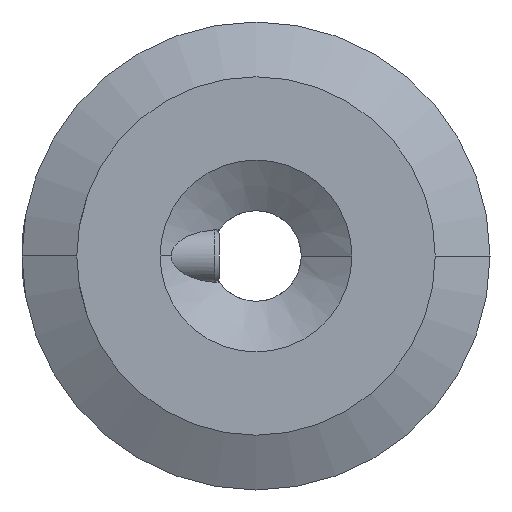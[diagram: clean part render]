
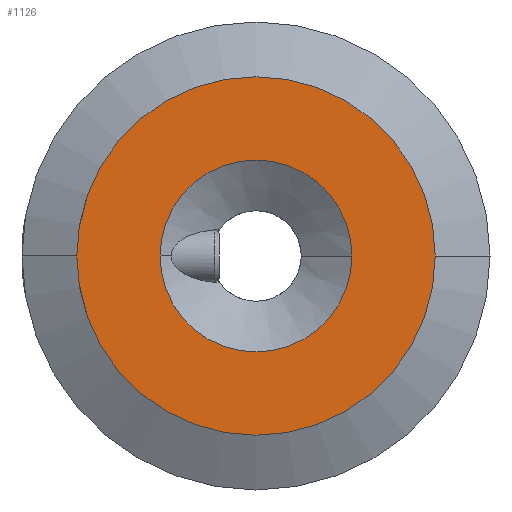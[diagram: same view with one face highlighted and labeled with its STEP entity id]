
A CAD part, left-side view. The second image highlights one B-rep face of the part: STEP entity #1126.
In plain terms, the highlighted planar face has unit normal (-1, 0, 0).
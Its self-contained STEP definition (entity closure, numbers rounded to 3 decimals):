
#337 = DIRECTION ( 'NONE',  ( -1., 0., 0. ) ) ;
#543 = AXIS2_PLACEMENT_3D ( 'NONE', #946, #3209, #1763 ) ;
#743 = ORIENTED_EDGE ( 'NONE', *, *, #4311, .F. ) ;
#818 = EDGE_CURVE ( 'NONE', #840, #2817, #2477, .T. ) ;
#840 = VERTEX_POINT ( 'NONE', #923 ) ;
#899 = CARTESIAN_POINT ( 'NONE',  ( 10.235, 9.024, 0. ) ) ;
#923 = CARTESIAN_POINT ( 'NONE',  ( 10.235, -16.85, 0. ) ) ;
#946 = CARTESIAN_POINT ( 'NONE',  ( 10.235, 0., 0. ) ) ;
#1126 = ADVANCED_FACE ( 'NONE', ( #3390, #3759 ), #4567, .F. ) ;
#1163 = CIRCLE ( 'NONE', #3194, 9.024 ) ;
#1206 = CARTESIAN_POINT ( 'NONE',  ( 10.235, 9.024, 0. ) ) ;
#1253 = DIRECTION ( 'NONE',  ( 1., 0., 0. ) ) ;
#1687 = EDGE_LOOP ( 'NONE', ( #2902, #743 ) ) ;
#1706 = DIRECTION ( 'NONE',  ( -1., 0., 0. ) ) ;
#1730 = CARTESIAN_POINT ( 'NONE',  ( 10.235, 0., 0. ) ) ;
#1763 = DIRECTION ( 'NONE',  ( 0., -1., 0. ) ) ;
#1916 = VERTEX_POINT ( 'NONE', #899 ) ;
#1991 = CIRCLE ( 'NONE', #4726, 16.85 ) ;
#2089 = EDGE_LOOP ( 'NONE', ( #2840, #3885 ) ) ;
#2194 = EDGE_CURVE ( 'NONE', #2817, #840, #1991, .T. ) ;
#2344 = DIRECTION ( 'NONE',  ( 0., 1., 0. ) ) ;
#2346 = CARTESIAN_POINT ( 'NONE',  ( 10.235, 16.85, 0. ) ) ;
#2477 = CIRCLE ( 'NONE', #543, 16.85 ) ;
#2585 = AXIS2_PLACEMENT_3D ( 'NONE', #4412, #337, #3699 ) ;
#2817 = VERTEX_POINT ( 'NONE', #2346 ) ;
#2840 = ORIENTED_EDGE ( 'NONE', *, *, #818, .T. ) ;
#2902 = ORIENTED_EDGE ( 'NONE', *, *, #4709, .F. ) ;
#3192 = VERTEX_POINT ( 'NONE', #4718 ) ;
#3194 = AXIS2_PLACEMENT_3D ( 'NONE', #1730, #1706, #3196 ) ;
#3196 = DIRECTION ( 'NONE',  ( 0., -1., 0. ) ) ;
#3209 = DIRECTION ( 'NONE',  ( -1., 0., 0. ) ) ;
#3256 = AXIS2_PLACEMENT_3D ( 'NONE', #1206, #1253, #2344 ) ;
#3276 = DIRECTION ( 'NONE',  ( -1., 0., 0. ) ) ;
#3390 = FACE_BOUND ( 'NONE', #1687, .T. ) ;
#3519 = CIRCLE ( 'NONE', #2585, 9.024 ) ;
#3598 = DIRECTION ( 'NONE',  ( 0., -1., 0. ) ) ;
#3699 = DIRECTION ( 'NONE',  ( 0., -1., 0. ) ) ;
#3759 = FACE_OUTER_BOUND ( 'NONE', #2089, .T. ) ;
#3885 = ORIENTED_EDGE ( 'NONE', *, *, #2194, .T. ) ;
#3994 = CARTESIAN_POINT ( 'NONE',  ( 10.235, 0., 0. ) ) ;
#4311 = EDGE_CURVE ( 'NONE', #1916, #3192, #1163, .T. ) ;
#4412 = CARTESIAN_POINT ( 'NONE',  ( 10.235, 0., 0. ) ) ;
#4567 = PLANE ( 'NONE',  #3256 ) ;
#4709 = EDGE_CURVE ( 'NONE', #3192, #1916, #3519, .T. ) ;
#4718 = CARTESIAN_POINT ( 'NONE',  ( 10.235, -9.024, 0. ) ) ;
#4726 = AXIS2_PLACEMENT_3D ( 'NONE', #3994, #3276, #3598 ) ;
